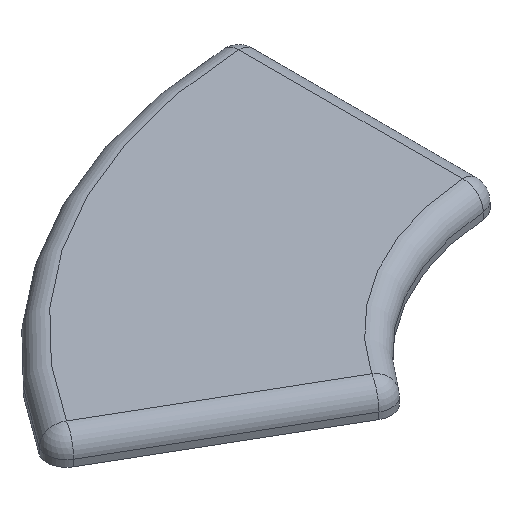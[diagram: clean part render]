
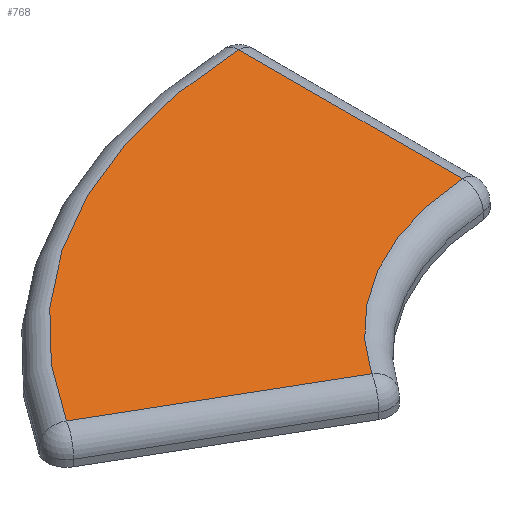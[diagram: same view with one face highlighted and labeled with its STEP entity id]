
A CAD part, isometric view. The second image highlights one B-rep face of the part: STEP entity #768.
In plain terms, the highlighted planar face has unit normal (0, 0, 1).
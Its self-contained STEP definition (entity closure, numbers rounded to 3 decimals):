
#411=VECTOR('',#675,1.);
#412=VECTOR('',#680,1.);
#425=LINE('',#833,#411);
#426=LINE('',#838,#412);
#474=ORIENTED_EDGE('',*,*,#569,.T.);
#475=ORIENTED_EDGE('',*,*,#570,.T.);
#476=ORIENTED_EDGE('',*,*,#567,.T.);
#477=ORIENTED_EDGE('',*,*,#571,.T.);
#514=CIRCLE('',#738,77.);
#515=CIRCLE('',#739,43.);
#537=VERTEX_POINT('',#828);
#538=VERTEX_POINT('',#832);
#539=VERTEX_POINT('',#836);
#540=VERTEX_POINT('',#837);
#567=EDGE_CURVE('',#538,#537,#425,.T.);
#569=EDGE_CURVE('',#539,#540,#426,.T.);
#570=EDGE_CURVE('',#540,#538,#514,.T.);
#571=EDGE_CURVE('',#537,#539,#515,.T.);
#588=EDGE_LOOP('',(#474,#475,#476,#477));
#606=FACE_BOUND('',#588,.T.);
#675=DIRECTION('',(29.485,-17.023,0.));
#678=DIRECTION('',(0.,0.,1.));
#679=DIRECTION('',(0.,-1.,0.));
#680=DIRECTION('',(0.,34.046,0.));
#681=DIRECTION('',(0.,0.,1.));
#682=DIRECTION('',(-3.,76.942,0.));
#683=DIRECTION('',(0.,0.,-1.));
#684=DIRECTION('',(-35.648,24.046,0.));
#737=AXIS2_PLACEMENT_3D('',#835,#678,#679);
#738=AXIS2_PLACEMENT_3D('',#839,#681,#682);
#739=AXIS2_PLACEMENT_3D('',#840,#683,#684);
#756=PLANE('',#737);
#768=ADVANCED_FACE('',(#606),#756,.T.);
#828=CARTESIAN_POINT('',(33.634,-15.954,4.));
#832=CARTESIAN_POINT('',(4.149,1.069,4.));
#833=CARTESIAN_POINT('',(4.149,1.069,4.));
#835=CARTESIAN_POINT('',(0.,0.,4.));
#836=CARTESIAN_POINT('',(66.282,2.895,4.));
#837=CARTESIAN_POINT('',(66.282,36.942,4.));
#838=CARTESIAN_POINT('',(66.282,2.895,4.));
#839=CARTESIAN_POINT('',(69.282,-40.,4.));
#840=CARTESIAN_POINT('',(69.282,-40.,4.));
